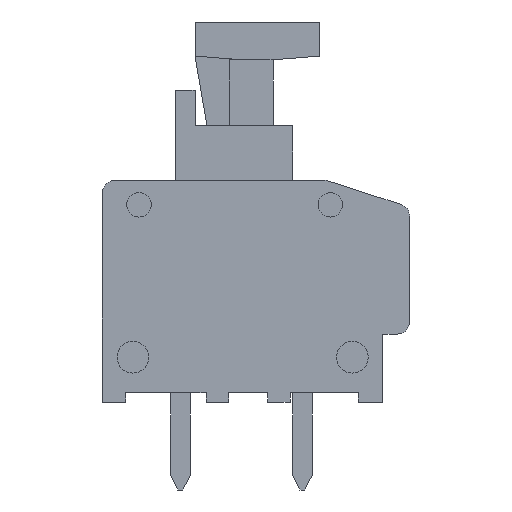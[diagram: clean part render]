
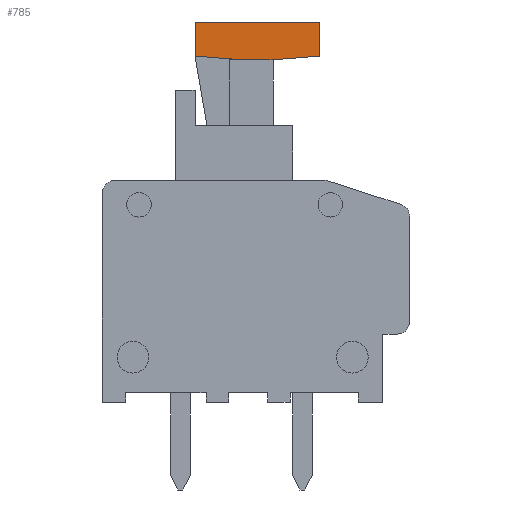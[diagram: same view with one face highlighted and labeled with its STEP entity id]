
A CAD part, left-side view. The second image highlights one B-rep face of the part: STEP entity #785.
In plain terms, the highlighted face is planar.
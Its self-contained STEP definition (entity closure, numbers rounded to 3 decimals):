
#785 = ADVANCED_FACE( '', ( #1507 ), #1508, .F. );
#1507 = FACE_OUTER_BOUND( '', #2223, .T. );
#1508 = PLANE( '', #2224 );
#2223 = EDGE_LOOP( '', ( #3962, #3963, #3964, #3965, #3966, #3967 ) );
#2224 = AXIS2_PLACEMENT_3D( '', #3968, #3969, #3970 );
#3962 = ORIENTED_EDGE( '', *, *, #4894, .T. );
#3963 = ORIENTED_EDGE( '', *, *, #4561, .T. );
#3964 = ORIENTED_EDGE( '', *, *, #4691, .F. );
#3965 = ORIENTED_EDGE( '', *, *, #4993, .F. );
#3966 = ORIENTED_EDGE( '', *, *, #4465, .F. );
#3967 = ORIENTED_EDGE( '', *, *, #4997, .F. );
#3968 = CARTESIAN_POINT( '', ( 2.1, 0., 0. ) );
#3969 = DIRECTION( '', ( -1., 0., 0. ) );
#3970 = DIRECTION( '', ( 0., 0., 1. ) );
#4465 = EDGE_CURVE( '', #5316, #5318, #5319, .T. );
#4561 = EDGE_CURVE( '', #5477, #5481, #5483, .T. );
#4691 = EDGE_CURVE( '', #5693, #5481, #5695, .T. );
#4894 = EDGE_CURVE( '', #5999, #5477, #6000, .T. );
#4993 = EDGE_CURVE( '', #5318, #5693, #6135, .T. );
#4997 = EDGE_CURVE( '', #5999, #5316, #6139, .T. );
#5316 = VERTEX_POINT( '', #6541 );
#5318 = VERTEX_POINT( '', #6544 );
#5319 = LINE( '', #6545, #6546 );
#5477 = VERTEX_POINT( '', #6768 );
#5481 = VERTEX_POINT( '', #6774 );
#5483 = LINE( '', #6777, #6778 );
#5693 = VERTEX_POINT( '', #7089 );
#5695 = LINE( '', #7092, #7093 );
#5999 = VERTEX_POINT( '', #7547 );
#6000 = LINE( '', #7548, #7549 );
#6135 = LINE( '', #7744, #7745 );
#6139 = LINE( '', #7751, #7752 );
#6541 = CARTESIAN_POINT( '', ( 2.1, -2.55, 5.315 ) );
#6544 = CARTESIAN_POINT( '', ( 2.1, 2.55, 5.315 ) );
#6545 = CARTESIAN_POINT( '', ( 2.1, -2.55, 5.315 ) );
#6546 = VECTOR( '', #8101, 1000. );
#6768 = CARTESIAN_POINT( '', ( 2.1, -0.65, 3.765 ) );
#6774 = CARTESIAN_POINT( '', ( 2.1, 0.65, 3.765 ) );
#6777 = CARTESIAN_POINT( '', ( 2.1, -0.65, 3.765 ) );
#6778 = VECTOR( '', #8199, 1000. );
#7089 = CARTESIAN_POINT( '', ( 2.1, 2.55, 3.915 ) );
#7092 = CARTESIAN_POINT( '', ( 2.1, 0.65, 3.765 ) );
#7093 = VECTOR( '', #8317, 1000. );
#7547 = CARTESIAN_POINT( '', ( 2.1, -2.55, 3.915 ) );
#7548 = CARTESIAN_POINT( '', ( 2.1, -2.55, 3.915 ) );
#7549 = VECTOR( '', #8504, 1000. );
#7744 = CARTESIAN_POINT( '', ( 2.1, 2.55, 5.315 ) );
#7745 = VECTOR( '', #8613, 1000. );
#7751 = CARTESIAN_POINT( '', ( 2.1, -2.55, 3.915 ) );
#7752 = VECTOR( '', #8616, 1000. );
#8101 = DIRECTION( '', ( 0., 1., 0. ) );
#8199 = DIRECTION( '', ( 0., 1., 0. ) );
#8317 = DIRECTION( '', ( 0., -0.997, -0.079 ) );
#8504 = DIRECTION( '', ( 0., 0.997, -0.079 ) );
#8613 = DIRECTION( '', ( 0., 0., -1. ) );
#8616 = DIRECTION( '', ( 0., 0., 1. ) );
